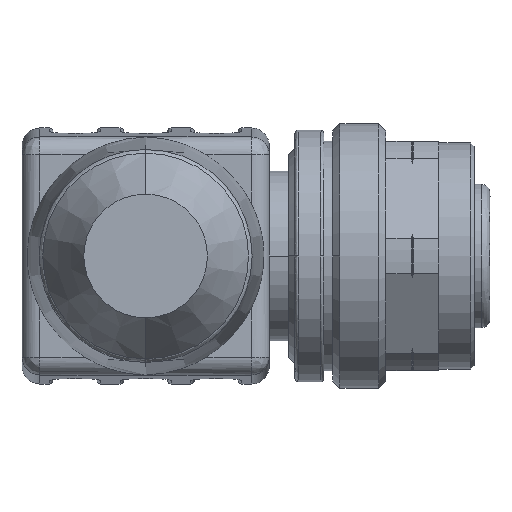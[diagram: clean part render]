
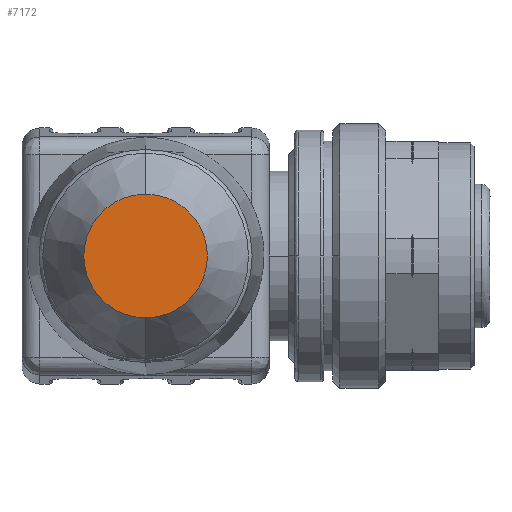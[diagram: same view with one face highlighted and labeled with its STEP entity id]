
A CAD part, left-side view. The second image highlights one B-rep face of the part: STEP entity #7172.
In plain terms, the highlighted planar face has unit normal (-1, 0, 0).
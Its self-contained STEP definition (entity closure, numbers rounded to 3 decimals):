
#78 = DIRECTION ( 'NONE',  ( 0., 0., 1. ) ) ;
#122 = CARTESIAN_POINT ( 'NONE',  ( 19.375, 65.65, -3.85 ) ) ;
#2060 = CIRCLE ( 'NONE', #7138, 3.5 ) ;
#2237 = EDGE_LOOP ( 'NONE', ( #8641, #7430 ) ) ;
#3106 = CARTESIAN_POINT ( 'NONE',  ( 19.375, 69.5, 0. ) ) ;
#3236 = DIRECTION ( 'NONE',  ( 0., 0., -1. ) ) ;
#3930 = DIRECTION ( 'NONE',  ( -1., 0., 0. ) ) ;
#4967 = CIRCLE ( 'NONE', #9549, 3.5 ) ;
#5370 = FACE_OUTER_BOUND ( 'NONE', #2237, .T. ) ;
#5829 = CARTESIAN_POINT ( 'NONE',  ( 19.375, 69.5, -3.5 ) ) ;
#6123 = CARTESIAN_POINT ( 'NONE',  ( 19.375, 69.5, 3.5 ) ) ;
#6804 = EDGE_CURVE ( 'NONE', #9442, #9211, #2060, .T. ) ;
#7138 = AXIS2_PLACEMENT_3D ( 'NONE', #3106, #10910, #3236 ) ;
#7172 = ADVANCED_FACE ( 'NONE', ( #5370 ), #7784, .T. ) ;
#7430 = ORIENTED_EDGE ( 'NONE', *, *, #6804, .F. ) ;
#7784 = PLANE ( 'NONE',  #11853 ) ;
#8641 = ORIENTED_EDGE ( 'NONE', *, *, #10720, .F. ) ;
#8772 = DIRECTION ( 'NONE',  ( 0., 0., -1. ) ) ;
#9211 = VERTEX_POINT ( 'NONE', #5829 ) ;
#9442 = VERTEX_POINT ( 'NONE', #6123 ) ;
#9549 = AXIS2_PLACEMENT_3D ( 'NONE', #12504, #9619, #8772 ) ;
#9619 = DIRECTION ( 'NONE',  ( 1., 0., 0. ) ) ;
#10720 = EDGE_CURVE ( 'NONE', #9211, #9442, #4967, .T. ) ;
#10910 = DIRECTION ( 'NONE',  ( 1., 0., 0. ) ) ;
#11853 = AXIS2_PLACEMENT_3D ( 'NONE', #122, #3930, #78 ) ;
#12504 = CARTESIAN_POINT ( 'NONE',  ( 19.375, 69.5, 0. ) ) ;
